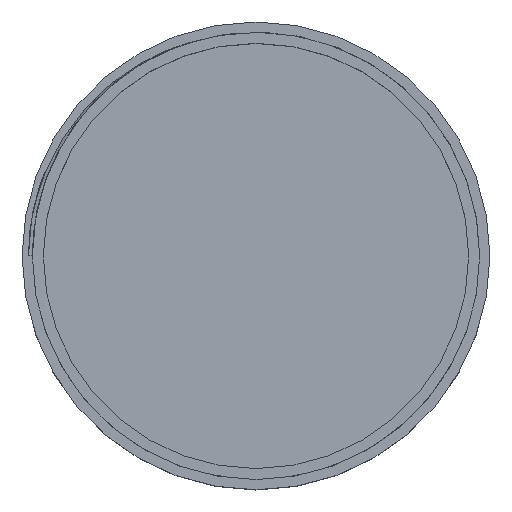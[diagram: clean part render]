
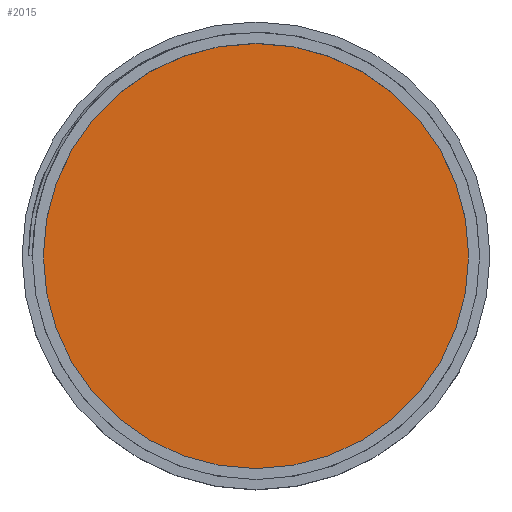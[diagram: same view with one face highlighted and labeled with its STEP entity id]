
A CAD part, top view. The second image highlights one B-rep face of the part: STEP entity #2015.
In plain terms, the highlighted planar face has unit normal (0, 0, 1).
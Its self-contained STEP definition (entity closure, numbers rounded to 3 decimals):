
#341 = CARTESIAN_POINT ( 'NONE',  ( 0., 0., 7. ) ) ;
#778 = DIRECTION ( 'NONE',  ( 1., 0., 0. ) ) ;
#795 = DIRECTION ( 'NONE',  ( 0., 0., -1. ) ) ;
#951 = EDGE_CURVE ( 'NONE', #2208, #1296, #2120, .T. ) ;
#980 = DIRECTION ( 'NONE',  ( 0., 0., -1. ) ) ;
#1221 = AXIS2_PLACEMENT_3D ( 'NONE', #3109, #795, #2354 ) ;
#1296 = VERTEX_POINT ( 'NONE', #2067 ) ;
#1864 = EDGE_CURVE ( 'NONE', #1296, #2208, #2725, .T. ) ;
#2015 = ADVANCED_FACE ( 'NONE', ( #4191 ), #4983, .T. ) ;
#2067 = CARTESIAN_POINT ( 'NONE',  ( 100., 0., 7. ) ) ;
#2120 = CIRCLE ( 'NONE', #1221, 100. ) ;
#2208 = VERTEX_POINT ( 'NONE', #4121 ) ;
#2354 = DIRECTION ( 'NONE',  ( 1., 0., 0. ) ) ;
#2663 = DIRECTION ( 'NONE',  ( 0., 0., 1. ) ) ;
#2725 = CIRCLE ( 'NONE', #4272, 100. ) ;
#2847 = ORIENTED_EDGE ( 'NONE', *, *, #951, .F. ) ;
#3109 = CARTESIAN_POINT ( 'NONE',  ( 0., 0., 7. ) ) ;
#3174 = EDGE_LOOP ( 'NONE', ( #2847, #3792 ) ) ;
#3343 = CARTESIAN_POINT ( 'NONE',  ( 0., 0., 7. ) ) ;
#3622 = AXIS2_PLACEMENT_3D ( 'NONE', #341, #2663, #778 ) ;
#3792 = ORIENTED_EDGE ( 'NONE', *, *, #1864, .F. ) ;
#4121 = CARTESIAN_POINT ( 'NONE',  ( -100., 0., 7. ) ) ;
#4191 = FACE_OUTER_BOUND ( 'NONE', #3174, .T. ) ;
#4272 = AXIS2_PLACEMENT_3D ( 'NONE', #3343, #980, #4932 ) ;
#4932 = DIRECTION ( 'NONE',  ( 1., 0., 0. ) ) ;
#4983 = PLANE ( 'NONE',  #3622 ) ;
